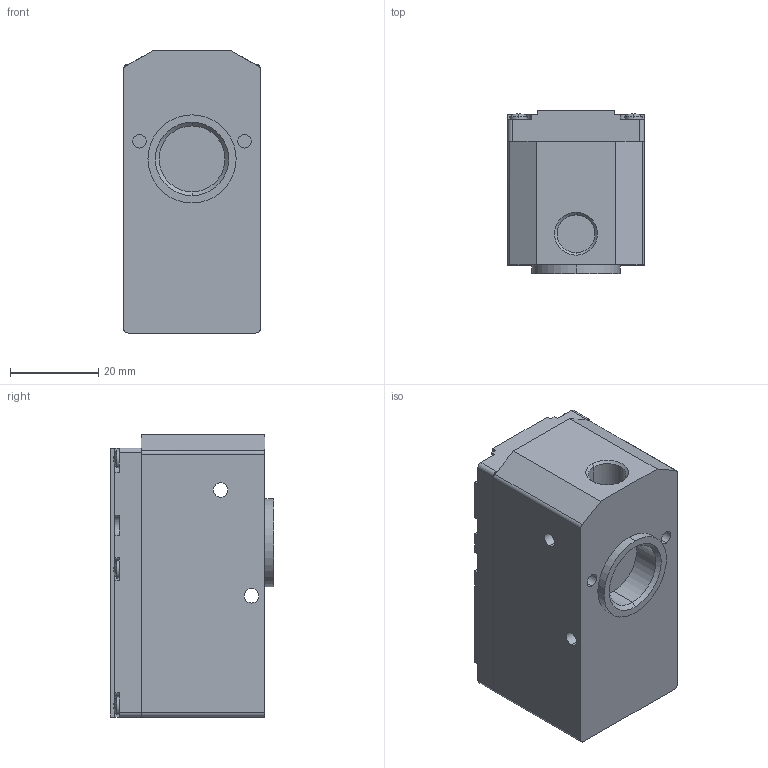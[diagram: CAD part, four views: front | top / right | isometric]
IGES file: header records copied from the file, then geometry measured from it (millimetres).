
Start section:  PTC IGES file: generator_abm30-b.igs
Global section: file name: generator_abm30-b.igs; native system:  by Parametric Technology Corporation; preprocessor: 2013430; organization: Unknown; date: 20171014.045325; units: millimetre
Bounding box: 31.01 x 37 x 64 mm (x, y, z)
Volume: 64533.9 mm3; surface area: 12472.8 mm2
Topology: 1 solids, 1 shells, 241 faces, 644 edges, 420 vertices
Faces by surface type: bspline 139, revolution 102
